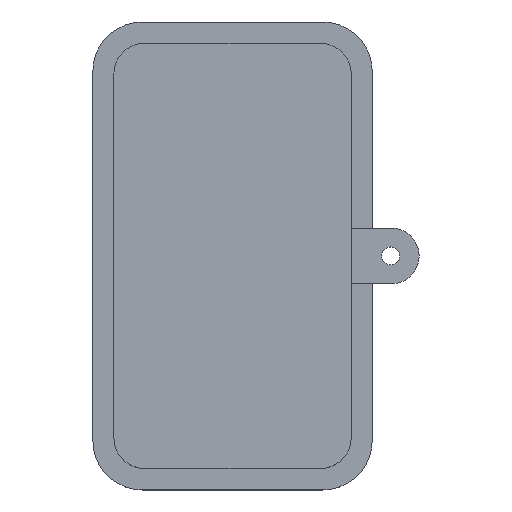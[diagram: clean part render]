
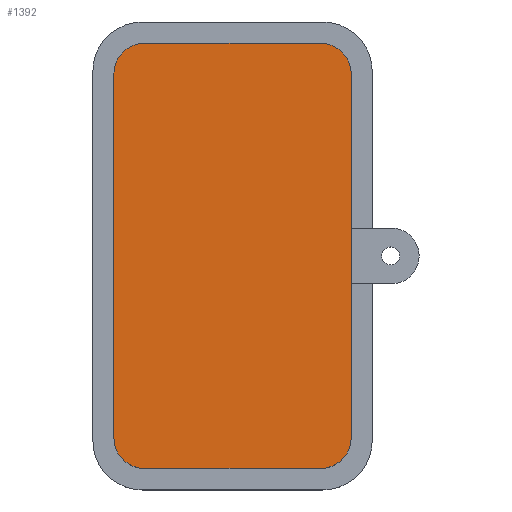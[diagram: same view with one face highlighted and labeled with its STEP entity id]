
A CAD part, top view. The second image highlights one B-rep face of the part: STEP entity #1392.
In plain terms, the highlighted planar face has unit normal (0, 0, 1).
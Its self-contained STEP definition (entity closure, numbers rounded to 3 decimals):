
#1059=AXIS2_PLACEMENT_3D('Circle Axis2P3D',#1057,#1058,$) ;
#1114=AXIS2_PLACEMENT_3D('Circle Axis2P3D',#1112,#1113,$) ;
#1162=AXIS2_PLACEMENT_3D('Circle Axis2P3D',#1160,#1161,$) ;
#1210=AXIS2_PLACEMENT_3D('Circle Axis2P3D',#1208,#1209,$) ;
#1380=AXIS2_PLACEMENT_3D('Plane Axis2P3D',#1377,#1378,#1379) ;
#1057=CARTESIAN_POINT('Axis2P3D Location',(36.8,8.45,18.5)) ;
#1061=CARTESIAN_POINT('Vertex',(41.8,8.45,18.5)) ;
#1063=CARTESIAN_POINT('Vertex',(36.8,3.45,18.5)) ;
#1088=CARTESIAN_POINT('Line Origine',(22.6,3.45,18.5)) ;
#1092=CARTESIAN_POINT('Vertex',(8.4,3.45,18.5)) ;
#1112=CARTESIAN_POINT('Axis2P3D Location',(8.4,8.45,18.5)) ;
#1116=CARTESIAN_POINT('Vertex',(3.4,8.45,18.5)) ;
#1136=CARTESIAN_POINT('Line Origine',(3.4,37.85,18.5)) ;
#1140=CARTESIAN_POINT('Vertex',(3.4,67.25,18.5)) ;
#1160=CARTESIAN_POINT('Axis2P3D Location',(8.4,67.25,18.5)) ;
#1164=CARTESIAN_POINT('Vertex',(8.4,72.25,18.5)) ;
#1184=CARTESIAN_POINT('Line Origine',(22.6,72.25,18.5)) ;
#1188=CARTESIAN_POINT('Vertex',(36.8,72.25,18.5)) ;
#1208=CARTESIAN_POINT('Axis2P3D Location',(36.8,67.25,18.5)) ;
#1212=CARTESIAN_POINT('Vertex',(41.8,67.25,18.5)) ;
#1251=CARTESIAN_POINT('Line Origine',(41.8,37.85,18.5)) ;
#1377=CARTESIAN_POINT('Axis2P3D Location',(22.6,37.85,18.5)) ;
#1058=DIRECTION('Axis2P3D Direction',(0.,0.,1.)) ;
#1089=DIRECTION('Vector Direction',(1.,0.,0.)) ;
#1113=DIRECTION('Axis2P3D Direction',(-0.,0.,1.)) ;
#1137=DIRECTION('Vector Direction',(0.,1.,0.)) ;
#1161=DIRECTION('Axis2P3D Direction',(0.,0.,1.)) ;
#1185=DIRECTION('Vector Direction',(-1.,0.,0.)) ;
#1209=DIRECTION('Axis2P3D Direction',(0.,-0.,1.)) ;
#1252=DIRECTION('Vector Direction',(0.,-1.,0.)) ;
#1378=DIRECTION('Axis2P3D Direction',(0.,-0.,1.)) ;
#1379=DIRECTION('Axis2P3D XDirection',(0.,1.,0.)) ;
#1090=VECTOR('Line Direction',#1089,1.) ;
#1138=VECTOR('Line Direction',#1137,1.) ;
#1186=VECTOR('Line Direction',#1185,1.) ;
#1253=VECTOR('Line Direction',#1252,1.) ;
#1383=ORIENTED_EDGE('',*,*,#1255,.T.) ;
#1384=ORIENTED_EDGE('',*,*,#1214,.F.) ;
#1385=ORIENTED_EDGE('',*,*,#1190,.T.) ;
#1386=ORIENTED_EDGE('',*,*,#1166,.F.) ;
#1387=ORIENTED_EDGE('',*,*,#1142,.T.) ;
#1388=ORIENTED_EDGE('',*,*,#1118,.F.) ;
#1389=ORIENTED_EDGE('',*,*,#1094,.T.) ;
#1390=ORIENTED_EDGE('',*,*,#1065,.F.) ;
#1392=ADVANCED_FACE('Hauptk\X2\00F6\X0\rper',(#1391),#1381,.T.) ;
#1060=CIRCLE('generated circle',#1059,5.) ;
#1115=CIRCLE('generated circle',#1114,5.) ;
#1163=CIRCLE('generated circle',#1162,5.) ;
#1211=CIRCLE('generated circle',#1210,5.) ;
#1065=EDGE_CURVE('',#1062,#1064,#1060,.F.) ;
#1094=EDGE_CURVE('',#1093,#1064,#1091,.T.) ;
#1118=EDGE_CURVE('',#1093,#1117,#1115,.F.) ;
#1142=EDGE_CURVE('',#1141,#1117,#1139,.F.) ;
#1166=EDGE_CURVE('',#1141,#1165,#1163,.F.) ;
#1190=EDGE_CURVE('',#1189,#1165,#1187,.T.) ;
#1214=EDGE_CURVE('',#1189,#1213,#1211,.F.) ;
#1255=EDGE_CURVE('',#1062,#1213,#1254,.F.) ;
#1382=EDGE_LOOP('',(#1383,#1384,#1385,#1386,#1387,#1388,#1389,#1390)) ;
#1391=FACE_OUTER_BOUND('',#1382,.T.) ;
#1091=LINE('Line',#1088,#1090) ;
#1139=LINE('Line',#1136,#1138) ;
#1187=LINE('Line',#1184,#1186) ;
#1254=LINE('Line',#1251,#1253) ;
#1381=PLANE('',#1380) ;
#1062=VERTEX_POINT('',#1061) ;
#1064=VERTEX_POINT('',#1063) ;
#1093=VERTEX_POINT('',#1092) ;
#1117=VERTEX_POINT('',#1116) ;
#1141=VERTEX_POINT('',#1140) ;
#1165=VERTEX_POINT('',#1164) ;
#1189=VERTEX_POINT('',#1188) ;
#1213=VERTEX_POINT('',#1212) ;
